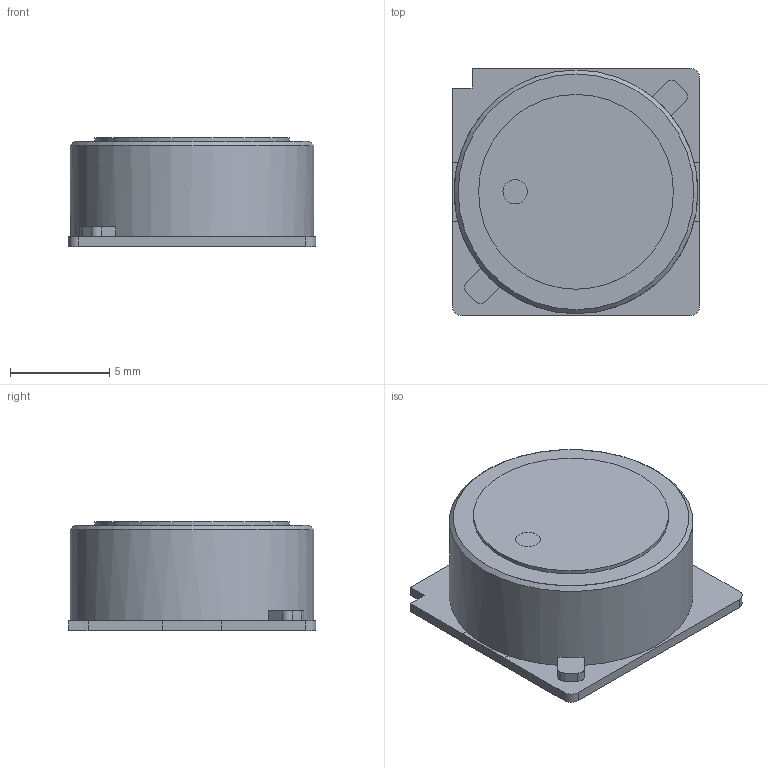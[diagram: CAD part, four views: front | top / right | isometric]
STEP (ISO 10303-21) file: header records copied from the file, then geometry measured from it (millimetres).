
FILE_DESCRIPTION(/* description */ ('model of L_TDK_SLF12555'),/* implementation_level */ '2;1');
FILE_NAME(/* name */ 'L_TDK_SLF12555.step',/* time_stamp */ '1970-01-01T00:00:00',/* author */ ('KiCAD','kicad'),/* organization */ ('OCCT'),/* preprocessor_version */ '',/* originating_system */ 'KiCAD',/* authorisation */ '');
FILE_SCHEMA(('AUTOMOTIVE_DESIGN { 1 0 10303 214 1 1 1 1 }'));
Length unit declared in the file: millimetre
Products named in the file (1): L_TDK_SLF12555
Bounding box: 12.52 x 12.5 x 5.51 mm (x, y, z)
Volume: 664.5 mm3; surface area: 524.7 mm2
Topology: 1 solids, 1 shells, 48 faces, 118 edges, 74 vertices
Faces by surface type: plane 36, cylinder 11, cone 1
Full cylindrical faces by diameter (mm): 1.23 x1, 9.84 x1, 11.9 x1, 12.3 x1
Entity records: 963 total; most frequent: ORIENTED_EDGE 173, CARTESIAN_POINT 126, EDGE_CURVE 118, VERTEX_POINT 74, LINE 68, AXIS2_PLACEMENT_3D 61, FACE_BOUND 50, EDGE_LOOP 50
